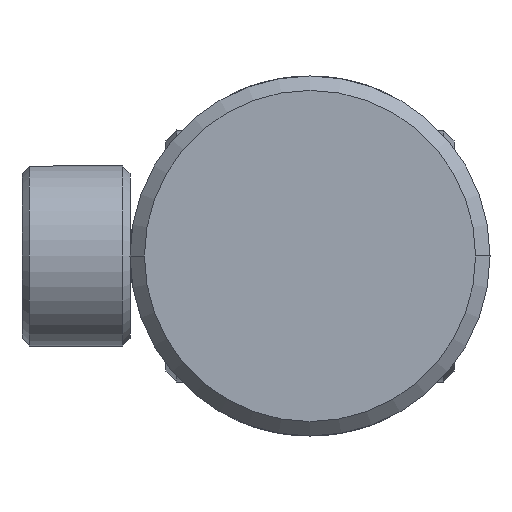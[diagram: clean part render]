
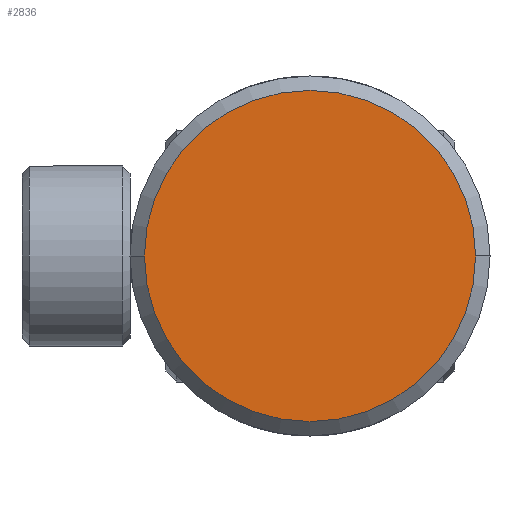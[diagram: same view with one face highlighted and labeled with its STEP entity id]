
A CAD part, left-side view. The second image highlights one B-rep face of the part: STEP entity #2836.
In plain terms, the highlighted planar face has unit normal (-1, 0, 0).
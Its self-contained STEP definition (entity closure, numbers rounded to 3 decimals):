
#318 = PLANE ( 'NONE',  #2508 ) ;
#407 = DIRECTION ( 'NONE',  ( -1., 0., 0. ) ) ;
#1209 = CARTESIAN_POINT ( 'NONE',  ( 0., -23., 0. ) ) ;
#1264 = CIRCLE ( 'NONE', #1504, 23. ) ;
#1420 = CARTESIAN_POINT ( 'NONE',  ( 0., 0., 0. ) ) ;
#1487 = EDGE_CURVE ( 'NONE', #2629, #2421, #1726, .T. ) ;
#1504 = AXIS2_PLACEMENT_3D ( 'NONE', #1420, #3712, #1749 ) ;
#1726 = CIRCLE ( 'NONE', #3855, 23. ) ;
#1749 = DIRECTION ( 'NONE',  ( 0., 1., 0. ) ) ;
#1875 = CARTESIAN_POINT ( 'NONE',  ( 0., 0., 0. ) ) ;
#2202 = DIRECTION ( 'NONE',  ( 0., 1., 0. ) ) ;
#2224 = ORIENTED_EDGE ( 'NONE', *, *, #4167, .F. ) ;
#2284 = CARTESIAN_POINT ( 'NONE',  ( 0., 0., 0. ) ) ;
#2304 = DIRECTION ( 'NONE',  ( 0., -1., 0. ) ) ;
#2381 = FACE_OUTER_BOUND ( 'NONE', #2673, .T. ) ;
#2421 = VERTEX_POINT ( 'NONE', #1209 ) ;
#2508 = AXIS2_PLACEMENT_3D ( 'NONE', #2284, #407, #2304 ) ;
#2629 = VERTEX_POINT ( 'NONE', #3450 ) ;
#2673 = EDGE_LOOP ( 'NONE', ( #3991, #2224 ) ) ;
#2836 = ADVANCED_FACE ( 'NONE', ( #2381 ), #318, .T. ) ;
#3450 = CARTESIAN_POINT ( 'NONE',  ( 0., 23., 0. ) ) ;
#3712 = DIRECTION ( 'NONE',  ( 1., 0., 0. ) ) ;
#3855 = AXIS2_PLACEMENT_3D ( 'NONE', #1875, #4158, #2202 ) ;
#3991 = ORIENTED_EDGE ( 'NONE', *, *, #1487, .F. ) ;
#4158 = DIRECTION ( 'NONE',  ( 1., 0., 0. ) ) ;
#4167 = EDGE_CURVE ( 'NONE', #2421, #2629, #1264, .T. ) ;
